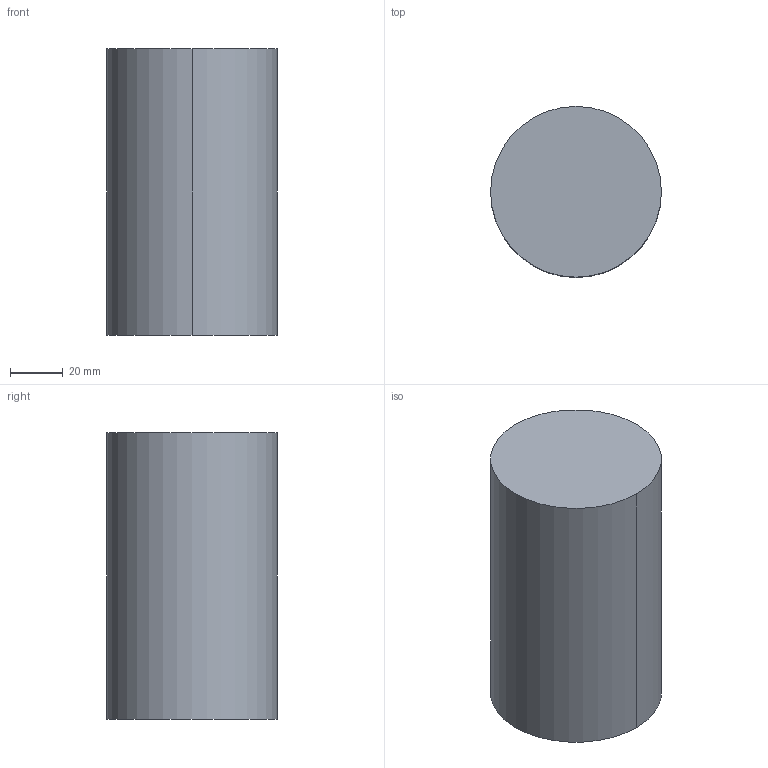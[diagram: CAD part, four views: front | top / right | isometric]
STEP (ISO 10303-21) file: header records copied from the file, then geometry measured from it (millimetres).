
FILE_DESCRIPTION((''),'2;1');
FILE_NAME('TDC_NECK_SILICON_DUMMY','2021-11-17T17:40:11',('rein_je'),(''),'CREO PARAMETRIC BY PTC INC, 2019471','CREO PARAMETRIC BY PTC INC, 2019471','');
FILE_SCHEMA(('AUTOMOTIVE_DESIGN { 1 0 10303 214 1 1 1 1 }'));
Length unit declared in the file: millimetre
Products named in the file (1): TDC_NECK_SILICON_DUMMY
Bounding box: 65 x 65 x 109 mm (x, y, z)
Volume: 361695.5 mm3; surface area: 28894.8 mm2
Topology: 1 solids, 1 shells, 4 faces, 7 edges, 6 vertices
Faces by surface type: plane 2, cylinder 2
Entity records: 238 total; most frequent: COLOUR_RGB 39, DIRECTION 27, CARTESIAN_POINT 21, AXIS2_PLACEMENT_3D 12, ORIENTED_EDGE 12, PRESENTATION_STYLE_ASSIGNMENT 9, STYLED_ITEM 9, CURVE_STYLE 8
